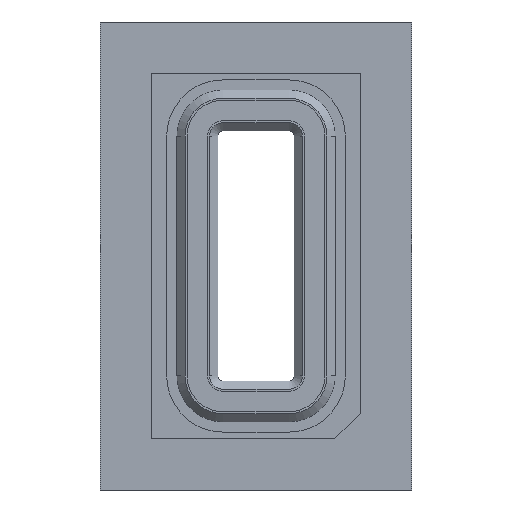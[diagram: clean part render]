
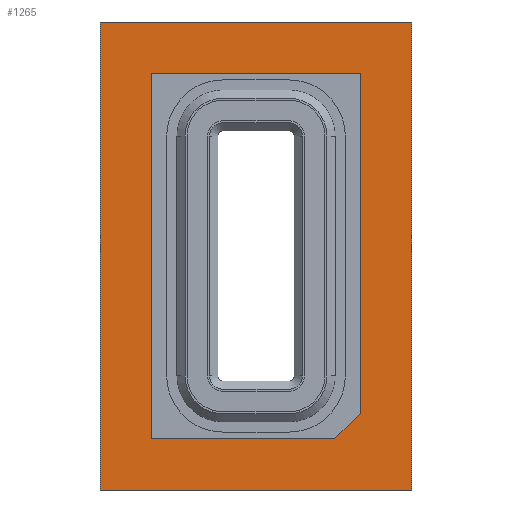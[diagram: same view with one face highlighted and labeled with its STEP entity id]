
A CAD part, front view. The second image highlights one B-rep face of the part: STEP entity #1265.
In plain terms, the highlighted planar face has unit normal (0, -1, 0).
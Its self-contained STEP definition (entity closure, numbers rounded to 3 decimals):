
#1088 = VERTEX_POINT('',#1089);
#1089 = CARTESIAN_POINT('',(-15.25,-3.,59.08));
#1095 = EDGE_CURVE('',#1088,#1096,#1098,.T.);
#1096 = VERTEX_POINT('',#1097);
#1097 = CARTESIAN_POINT('',(-15.25,-3.,13.22));
#1098 = LINE('',#1099,#1100);
#1099 = CARTESIAN_POINT('',(-15.25,-3.,59.08));
#1100 = VECTOR('',#1101,1.);
#1101 = DIRECTION('',(0.,0.,-1.));
#1119 = VERTEX_POINT('',#1120);
#1120 = CARTESIAN_POINT('',(15.25,-3.,59.08));
#1126 = EDGE_CURVE('',#1119,#1088,#1127,.T.);
#1127 = LINE('',#1128,#1129);
#1128 = CARTESIAN_POINT('',(15.25,-3.,59.08));
#1129 = VECTOR('',#1130,1.);
#1130 = DIRECTION('',(-1.,0.,0.));
#1143 = EDGE_CURVE('',#1096,#1144,#1146,.T.);
#1144 = VERTEX_POINT('',#1145);
#1145 = CARTESIAN_POINT('',(15.25,-3.,13.22));
#1146 = LINE('',#1147,#1148);
#1147 = CARTESIAN_POINT('',(-15.25,-3.,13.22));
#1148 = VECTOR('',#1149,1.);
#1149 = DIRECTION('',(1.,0.,0.));
#1167 = EDGE_CURVE('',#1144,#1119,#1168,.T.);
#1168 = LINE('',#1169,#1170);
#1169 = CARTESIAN_POINT('',(15.25,-3.,13.22));
#1170 = VECTOR('',#1171,1.);
#1171 = DIRECTION('',(0.,0.,1.));
#1265 = ADVANCED_FACE('',(#1266,#1272),#1314,.F.);
#1266 = FACE_BOUND('',#1267,.F.);
#1267 = EDGE_LOOP('',(#1268,#1269,#1270,#1271));
#1268 = ORIENTED_EDGE('',*,*,#1095,.F.);
#1269 = ORIENTED_EDGE('',*,*,#1126,.F.);
#1270 = ORIENTED_EDGE('',*,*,#1167,.F.);
#1271 = ORIENTED_EDGE('',*,*,#1143,.F.);
#1272 = FACE_BOUND('',#1273,.F.);
#1273 = EDGE_LOOP('',(#1274,#1284,#1292,#1300,#1308));
#1274 = ORIENTED_EDGE('',*,*,#1275,.F.);
#1275 = EDGE_CURVE('',#1276,#1278,#1280,.T.);
#1276 = VERTEX_POINT('',#1277);
#1277 = CARTESIAN_POINT('',(-10.25,-3.,54.08));
#1278 = VERTEX_POINT('',#1279);
#1279 = CARTESIAN_POINT('',(10.25,-3.,54.08));
#1280 = LINE('',#1281,#1282);
#1281 = CARTESIAN_POINT('',(-10.25,-3.,54.08));
#1282 = VECTOR('',#1283,1.);
#1283 = DIRECTION('',(1.,0.,0.));
#1284 = ORIENTED_EDGE('',*,*,#1285,.F.);
#1285 = EDGE_CURVE('',#1286,#1276,#1288,.T.);
#1286 = VERTEX_POINT('',#1287);
#1287 = CARTESIAN_POINT('',(-10.25,-3.,18.22));
#1288 = LINE('',#1289,#1290);
#1289 = CARTESIAN_POINT('',(-10.25,-3.,18.22));
#1290 = VECTOR('',#1291,1.);
#1291 = DIRECTION('',(0.,0.,1.));
#1292 = ORIENTED_EDGE('',*,*,#1293,.F.);
#1293 = EDGE_CURVE('',#1294,#1286,#1296,.T.);
#1294 = VERTEX_POINT('',#1295);
#1295 = CARTESIAN_POINT('',(7.71,-3.,18.22));
#1296 = LINE('',#1297,#1298);
#1297 = CARTESIAN_POINT('',(7.71,-3.,18.22));
#1298 = VECTOR('',#1299,1.);
#1299 = DIRECTION('',(-1.,0.,0.));
#1300 = ORIENTED_EDGE('',*,*,#1301,.F.);
#1301 = EDGE_CURVE('',#1302,#1294,#1304,.T.);
#1302 = VERTEX_POINT('',#1303);
#1303 = CARTESIAN_POINT('',(10.25,-3.,20.76));
#1304 = LINE('',#1305,#1306);
#1305 = CARTESIAN_POINT('',(10.25,-3.,20.76));
#1306 = VECTOR('',#1307,1.);
#1307 = DIRECTION('',(-0.707,0.,
    -0.707));
#1308 = ORIENTED_EDGE('',*,*,#1309,.F.);
#1309 = EDGE_CURVE('',#1278,#1302,#1310,.T.);
#1310 = LINE('',#1311,#1312);
#1311 = CARTESIAN_POINT('',(10.25,-3.,54.08));
#1312 = VECTOR('',#1313,1.);
#1313 = DIRECTION('',(0.,0.,-1.));
#1314 = PLANE('',#1315);
#1315 = AXIS2_PLACEMENT_3D('',#1316,#1317,#1318);
#1316 = CARTESIAN_POINT('',(0.,-3.,36.15));
#1317 = DIRECTION('',(0.,1.,0.));
#1318 = DIRECTION('',(0.,0.,1.));
